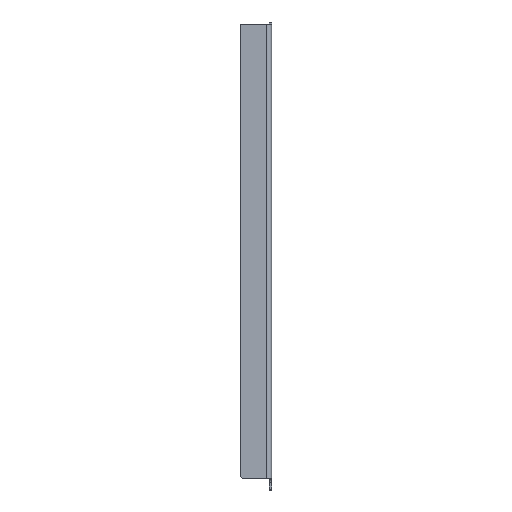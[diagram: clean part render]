
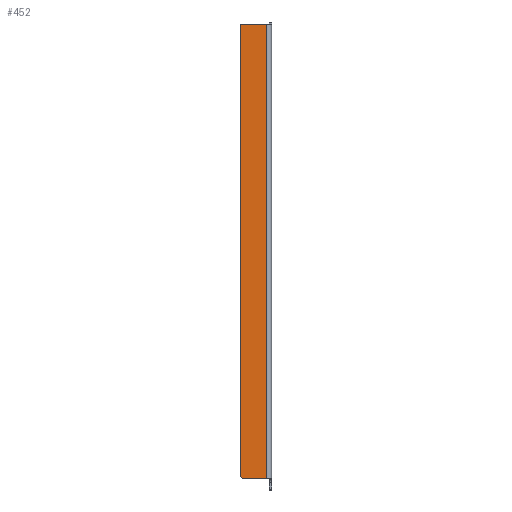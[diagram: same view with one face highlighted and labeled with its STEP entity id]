
A CAD part, front view. The second image highlights one B-rep face of the part: STEP entity #452.
In plain terms, the highlighted planar face has unit normal (0, -1, 0).
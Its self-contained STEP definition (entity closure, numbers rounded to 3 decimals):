
#29 = DIRECTION ( 'NONE',  ( -1., 0., 0. ) ) ;
#51 = EDGE_CURVE ( 'NONE', #307, #982, #383, .T. ) ;
#87 = ORIENTED_EDGE ( 'NONE', *, *, #142, .T. ) ;
#96 = CARTESIAN_POINT ( 'NONE',  ( -350., -1166.305, 44.5 ) ) ;
#118 = CARTESIAN_POINT ( 'NONE',  ( -316., -1166.305, 704.756 ) ) ;
#132 = CIRCLE ( 'NONE', #998, 5. ) ;
#142 = EDGE_CURVE ( 'NONE', #982, #170, #900, .T. ) ;
#170 = VERTEX_POINT ( 'NONE', #272 ) ;
#198 = EDGE_CURVE ( 'NONE', #1337, #170, #824, .T. ) ;
#207 = VECTOR ( 'NONE', #1273, 1000. ) ;
#234 = LINE ( 'NONE', #1357, #1362 ) ;
#272 = CARTESIAN_POINT ( 'NONE',  ( -316., -1166.305, 625. ) ) ;
#297 = EDGE_CURVE ( 'NONE', #1337, #876, #234, .T. ) ;
#304 = CARTESIAN_POINT ( 'NONE',  ( -350., -1166.305, 625. ) ) ;
#307 = VERTEX_POINT ( 'NONE', #1102 ) ;
#357 = CARTESIAN_POINT ( 'NONE',  ( 1090.973, -1166.305, 704.756 ) ) ;
#383 = LINE ( 'NONE', #1295, #418 ) ;
#418 = VECTOR ( 'NONE', #731, 1000. ) ;
#452 = ADVANCED_FACE ( 'NONE', ( #1187 ), #1068, .F. ) ;
#499 = CARTESIAN_POINT ( 'NONE',  ( -316., -1166.305, 39.5 ) ) ;
#534 = ORIENTED_EDGE ( 'NONE', *, *, #1076, .F. ) ;
#564 = DIRECTION ( 'NONE',  ( 0., 1., 0. ) ) ;
#601 = DIRECTION ( 'NONE',  ( 0., 1., 0. ) ) ;
#607 = AXIS2_PLACEMENT_3D ( 'NONE', #357, #564, #29 ) ;
#622 = CARTESIAN_POINT ( 'NONE',  ( -345., -1166.305, 44.5 ) ) ;
#731 = DIRECTION ( 'NONE',  ( 1., 0., 0. ) ) ;
#824 = LINE ( 'NONE', #1189, #207 ) ;
#876 = VERTEX_POINT ( 'NONE', #96 ) ;
#900 = LINE ( 'NONE', #118, #1087 ) ;
#982 = VERTEX_POINT ( 'NONE', #499 ) ;
#998 = AXIS2_PLACEMENT_3D ( 'NONE', #622, #601, #1078 ) ;
#1068 = PLANE ( 'NONE',  #607 ) ;
#1076 = EDGE_CURVE ( 'NONE', #307, #876, #132, .T. ) ;
#1078 = DIRECTION ( 'NONE',  ( -1., 0., 0. ) ) ;
#1087 = VECTOR ( 'NONE', #1382, 1000. ) ;
#1102 = CARTESIAN_POINT ( 'NONE',  ( -345., -1166.305, 39.5 ) ) ;
#1131 = ORIENTED_EDGE ( 'NONE', *, *, #297, .T. ) ;
#1187 = FACE_OUTER_BOUND ( 'NONE', #1444, .T. ) ;
#1189 = CARTESIAN_POINT ( 'NONE',  ( 1090.973, -1166.305, 625. ) ) ;
#1273 = DIRECTION ( 'NONE',  ( 1., 0., 0. ) ) ;
#1295 = CARTESIAN_POINT ( 'NONE',  ( 1090.973, -1166.305, 39.5 ) ) ;
#1337 = VERTEX_POINT ( 'NONE', #304 ) ;
#1357 = CARTESIAN_POINT ( 'NONE',  ( -350., -1166.305, 704.756 ) ) ;
#1361 = ORIENTED_EDGE ( 'NONE', *, *, #198, .F. ) ;
#1362 = VECTOR ( 'NONE', #1445, 1000. ) ;
#1380 = ORIENTED_EDGE ( 'NONE', *, *, #51, .T. ) ;
#1382 = DIRECTION ( 'NONE',  ( 0., 0., 1. ) ) ;
#1444 = EDGE_LOOP ( 'NONE', ( #1380, #87, #1361, #1131, #534 ) ) ;
#1445 = DIRECTION ( 'NONE',  ( 0., 0., -1. ) ) ;
